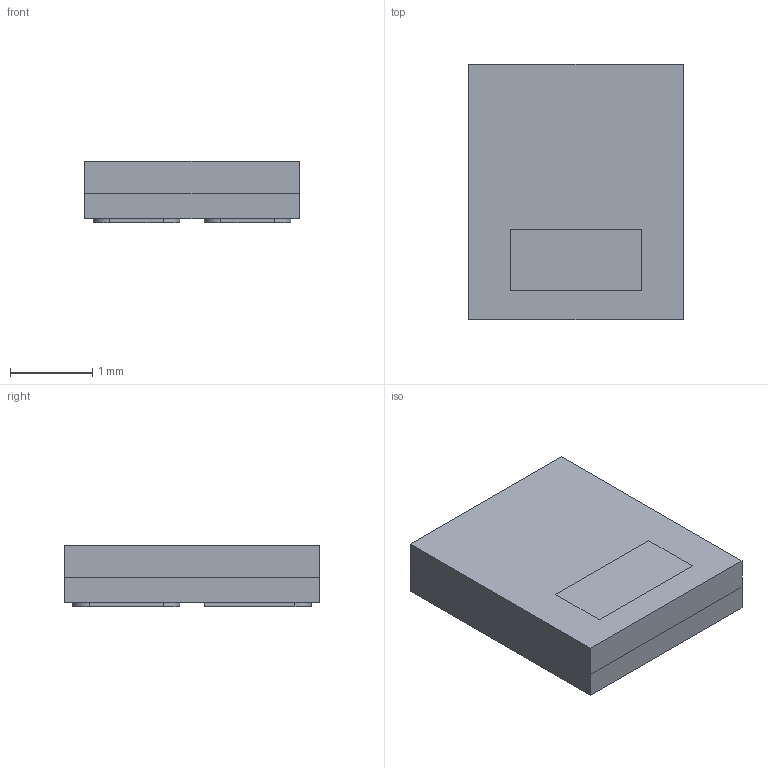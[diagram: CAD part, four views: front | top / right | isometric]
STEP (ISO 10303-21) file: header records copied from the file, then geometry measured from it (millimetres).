
FILE_DESCRIPTION (( 'STEP AP214' ), '1' );
FILE_NAME ('NC2W121G,H-SC.STEP', '2025-07-10T04:22:44', ( '' ), ( '' ), 'SwSTEP 2.0', 'SolidWorks 2019', '' );
FILE_SCHEMA (( 'AUTOMOTIVE_DESIGN' ));
Length unit declared in the file: millimetre
Products named in the file (6): Part4.IGS.IGS; Part1.IGS.IGS; Part2.IGS.IGS; SE-KSE108493B_NC2W121G,H-SC_3D Data.IGS; Part3.IGS.IGS; NC2W121G,H-SC
Assembly tree (5 placements, depth 3):
  NC2W121G,H-SC
    SE-KSE108493B_NC2W121G,H-SC_3D Data.IGS
      Part1.IGS.IGS
      Part2.IGS.IGS
      Part3.IGS.IGS
      Part4.IGS.IGS
Bounding box: 2.6 x 3.1 x 0.75 mm (x, y, z)
Volume: 5.9 mm3; surface area: 54.7 mm2
Topology: 7 solids, 7 shells, 57 faces, 126 edges, 84 vertices
Faces by surface type: bspline 57
Entity records: 1760 total; most frequent: CARTESIAN_POINT 683, ORIENTED_EDGE 252, EDGE_CURVE 126, B_SPLINE_CURVE_WITH_KNOTS 121, VERTEX_POINT 84, EDGE_LOOP 58, FACE_OUTER_BOUND 57, ADVANCED_FACE 57
